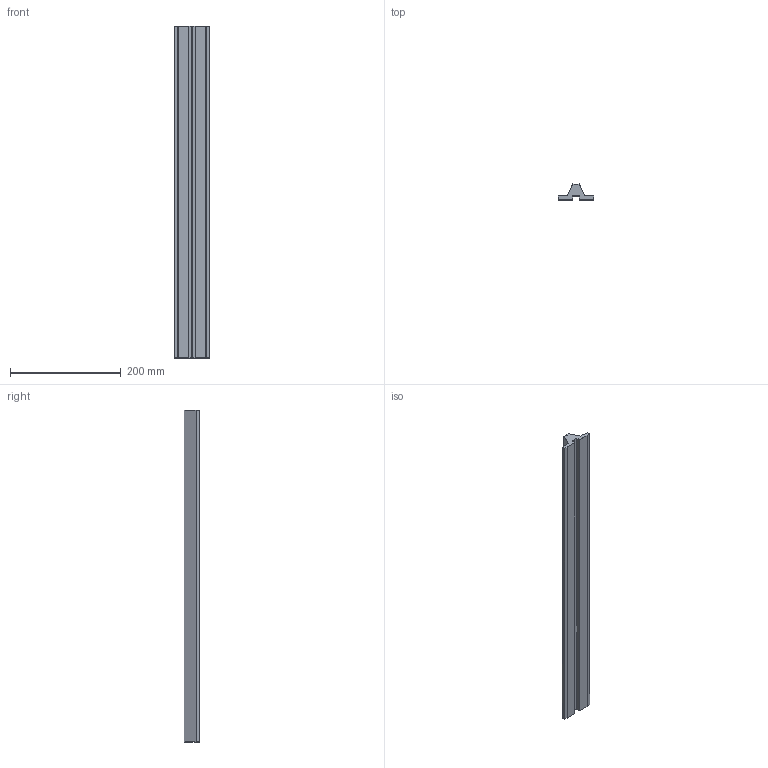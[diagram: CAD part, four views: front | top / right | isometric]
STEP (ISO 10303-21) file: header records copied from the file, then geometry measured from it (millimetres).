
FILE_DESCRIPTION(/* description */ ('Wellenunterstützung'),/* implementation_level */ '2;1');
FILE_NAME(/* name */ '151720-0.step',/* time_stamp */ '2021-08-11T15:58:36+02:00',/* author */ ('Praktikum'),/* organization */ (''),/* preprocessor_version */ 'ST-DEVELOPER v18.1',/* originating_system */ 'Autodesk Inventor 2021',/* authorisation */ '');
FILE_SCHEMA (('AUTOMOTIVE_DESIGN { 1 0 10303 214 3 1 1 }'));
Length unit declared in the file: millimetre
Products named in the file (1): 15-1720-0FZ.000
Bounding box: 65 x 28.5 x 599.5 mm (x, y, z)
Volume: 490022.9 mm3; surface area: 114862.2 mm2
Topology: 1 solids, 1 shells, 77 faces, 177 edges, 102 vertices
Faces by surface type: plane 77
Entity records: 2108 total; most frequent: CARTESIAN_POINT 357, ORIENTED_EDGE 354, DIRECTION 333, LINE 177, VECTOR 177, EDGE_CURVE 177, VERTEX_POINT 102, AXIS2_PLACEMENT_3D 78
